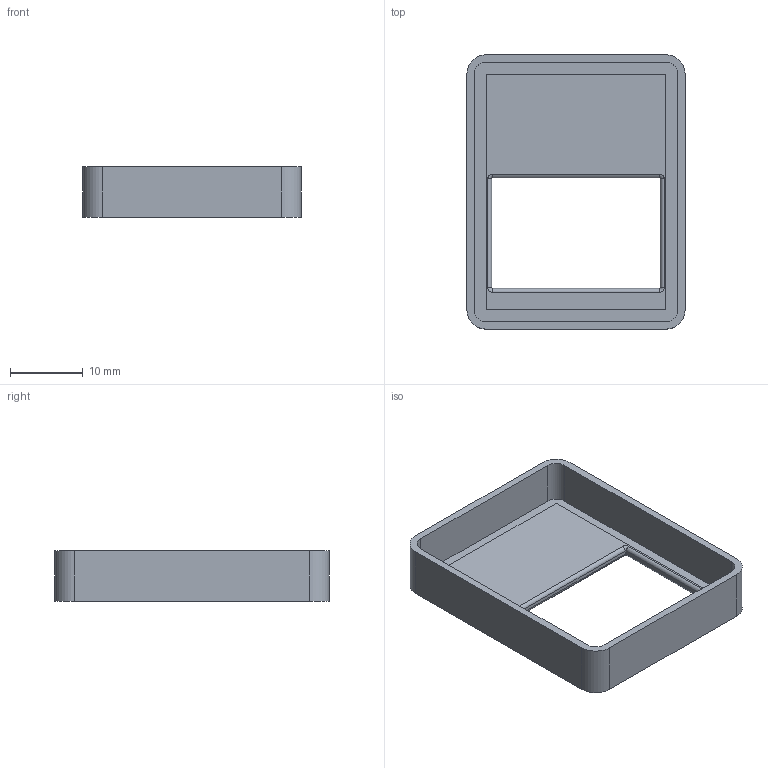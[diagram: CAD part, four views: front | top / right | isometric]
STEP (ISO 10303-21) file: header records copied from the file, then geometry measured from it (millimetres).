
FILE_DESCRIPTION(('STEP AP242'), '1');
FILE_NAME('top', '', ('UNSPECIFIED'), ('UNSPECIFIED'), 'C3D Converter', 'C3D Toolkit', '');
FILE_SCHEMA(('AP242_MANAGED_MODEL_BASED_3D_ENGINEERING_MIM_LF { 1 0 10303 442 1 1 4 }'));
Length unit declared in the file: millimetre
Bounding box: 30 x 37.7 x 7 mm (x, y, z)
Volume: 1717.6 mm3; surface area: 3491.6 mm2
Topology: 1 solids, 1 shells, 342 faces, 953 edges, 630 vertices
Faces by surface type: extrusion 178, plane 136, cylinder 20, torus 8
Entity records: 11157 total; most frequent: CARTESIAN_POINT 2994, ORIENTED_EDGE 1906, DIRECTION 1153, EDGE_CURVE 953, VECTOR 727, VERTEX_POINT 630, LINE 549, B_SPLINE_CURVE_WITH_KNOTS 534
